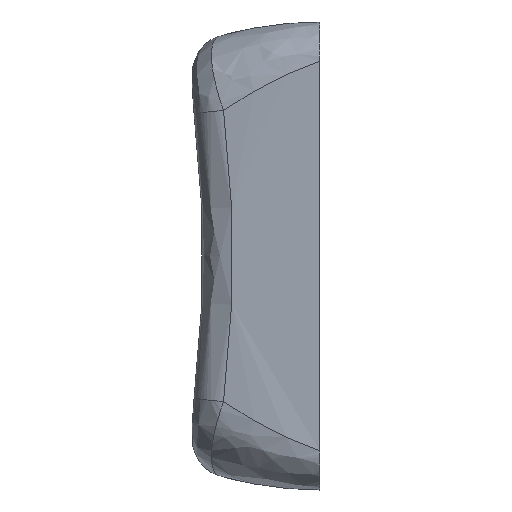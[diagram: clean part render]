
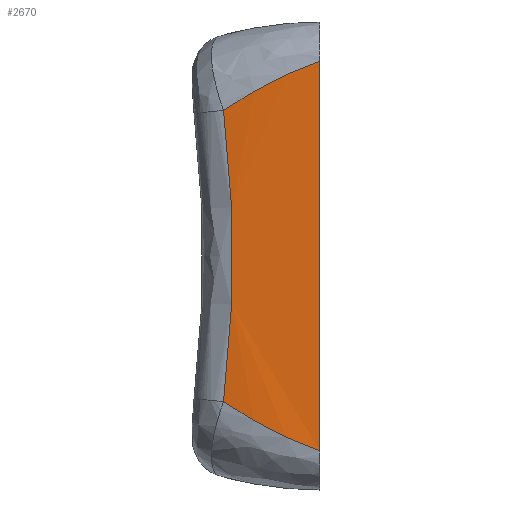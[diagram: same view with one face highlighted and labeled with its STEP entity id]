
A CAD part, left-side view. The second image highlights one B-rep face of the part: STEP entity #2670.
In plain terms, the highlighted free-form (B-spline) face has degree [1, 2] with [2, 3] control points.
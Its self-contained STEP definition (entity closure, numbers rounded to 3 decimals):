
#30=(
BOUNDED_SURFACE()
B_SPLINE_SURFACE(1,2,((#5812,#5813,#5814),(#5815,#5816,#5817)),
 .UNSPECIFIED.,.F.,.F.,.F.)
B_SPLINE_SURFACE_WITH_KNOTS((2,2),(3,3),(-0.33,0.33),
(-1.735,-1.571),.UNSPECIFIED.)
GEOMETRIC_REPRESENTATION_ITEM()
RATIONAL_B_SPLINE_SURFACE(((1.,0.997,1.),(1.,0.997,
1.)))
REPRESENTATION_ITEM('')
SURFACE()
);
#86=B_SPLINE_CURVE_WITH_KNOTS('',3,(#3901,#3902,#3903,#3904),
 .UNSPECIFIED.,.F.,.F.,(4,4),(-1.116,0.),.UNSPECIFIED.);
#164=B_SPLINE_CURVE_WITH_KNOTS('',3,(#5797,#5798,#5799,#5800),
 .UNSPECIFIED.,.F.,.F.,(4,4),(0.162,0.418),
 .UNSPECIFIED.);
#166=B_SPLINE_CURVE_WITH_KNOTS('',3,(#5808,#5809,#5810,#5811),
 .UNSPECIFIED.,.F.,.F.,(4,4),(0.033,0.162),
 .UNSPECIFIED.);
#167=B_SPLINE_CURVE_WITH_KNOTS('',3,(#5820,#5821,#5822,#5823),
 .UNSPECIFIED.,.F.,.F.,(4,4),(0.,0.256),.UNSPECIFIED.);
#168=B_SPLINE_CURVE_WITH_KNOTS('',3,(#5825,#5826,#5827,#5828),
 .UNSPECIFIED.,.F.,.F.,(4,4),(0.256,0.385),
 .UNSPECIFIED.);
#367=FACE_OUTER_BOUND('',#520,.T.);
#520=EDGE_LOOP('',(#2358,#2359,#2360,#2361,#2362,#2363));
#769=LINE('',#5824,#1011);
#1011=VECTOR('',#3322,9.19);
#1158=VERTEX_POINT('',#3852);
#1163=VERTEX_POINT('',#3899);
#1246=VERTEX_POINT('',#5795);
#1247=VERTEX_POINT('',#5796);
#1248=VERTEX_POINT('',#5818);
#1249=VERTEX_POINT('',#5819);
#1493=EDGE_CURVE('',#1163,#1158,#86,.T.);
#1627=EDGE_CURVE('',#1246,#1247,#164,.T.);
#1629=EDGE_CURVE('',#1158,#1246,#166,.T.);
#1630=EDGE_CURVE('',#1248,#1249,#167,.T.);
#1631=EDGE_CURVE('',#1247,#1248,#769,.T.);
#1632=EDGE_CURVE('',#1249,#1163,#168,.T.);
#2358=ORIENTED_EDGE('',*,*,#1630,.F.);
#2359=ORIENTED_EDGE('',*,*,#1631,.F.);
#2360=ORIENTED_EDGE('',*,*,#1627,.F.);
#2361=ORIENTED_EDGE('',*,*,#1629,.F.);
#2362=ORIENTED_EDGE('',*,*,#1493,.F.);
#2363=ORIENTED_EDGE('',*,*,#1632,.F.);
#2670=ADVANCED_FACE('',(#367),#30,.F.);
#3322=DIRECTION('',(0.,0.,-1.));
#3852=CARTESIAN_POINT('',(-82.355,6.882,-181.492));
#3899=CARTESIAN_POINT('',(-82.355,6.882,-191.731));
#3901=CARTESIAN_POINT('Ctrl Pts',(-82.355,6.882,-191.731));
#3902=CARTESIAN_POINT('Ctrl Pts',(-82.423,6.456,-188.332));
#3903=CARTESIAN_POINT('Ctrl Pts',(-82.423,6.456,-184.891));
#3904=CARTESIAN_POINT('Ctrl Pts',(-82.355,6.882,-181.492));
#5795=CARTESIAN_POINT('',(-82.501,5.8,-180.817));
#5796=CARTESIAN_POINT('',(-82.625,3.5,-179.765));
#5797=CARTESIAN_POINT('Ctrl Pts',(-82.5,5.8,-180.817));
#5798=CARTESIAN_POINT('Ctrl Pts',(-82.58,5.065,-180.401));
#5799=CARTESIAN_POINT('Ctrl Pts',(-82.626,4.292,-180.046));
#5800=CARTESIAN_POINT('Ctrl Pts',(-82.625,3.5,-179.765));
#5808=CARTESIAN_POINT('Ctrl Pts',(-82.355,6.882,-181.492));
#5809=CARTESIAN_POINT('Ctrl Pts',(-82.411,6.533,-181.252));
#5810=CARTESIAN_POINT('Ctrl Pts',(-82.46,6.171,-181.027));
#5811=CARTESIAN_POINT('Ctrl Pts',(-82.5,5.8,-180.817));
#5812=CARTESIAN_POINT('Ctrl Pts',(-82.355,6.882,-193.458));
#5813=CARTESIAN_POINT('Ctrl Pts',(-82.625,5.202,-193.458));
#5814=CARTESIAN_POINT('Ctrl Pts',(-82.625,3.5,-193.458));
#5815=CARTESIAN_POINT('Ctrl Pts',(-82.355,6.882,-179.765));
#5816=CARTESIAN_POINT('Ctrl Pts',(-82.625,5.202,-179.765));
#5817=CARTESIAN_POINT('Ctrl Pts',(-82.625,3.5,-179.765));
#5818=CARTESIAN_POINT('',(-82.625,3.5,-193.458));
#5819=CARTESIAN_POINT('',(-82.501,5.8,-192.406));
#5820=CARTESIAN_POINT('Ctrl Pts',(-82.625,3.5,-193.458));
#5821=CARTESIAN_POINT('Ctrl Pts',(-82.626,4.291,-193.177));
#5822=CARTESIAN_POINT('Ctrl Pts',(-82.58,5.065,-192.822));
#5823=CARTESIAN_POINT('Ctrl Pts',(-82.5,5.8,-192.406));
#5824=CARTESIAN_POINT('',(-82.625,3.5,-186.611));
#5825=CARTESIAN_POINT('Ctrl Pts',(-82.5,5.8,-192.406));
#5826=CARTESIAN_POINT('Ctrl Pts',(-82.46,6.171,-192.196));
#5827=CARTESIAN_POINT('Ctrl Pts',(-82.411,6.533,-191.971));
#5828=CARTESIAN_POINT('Ctrl Pts',(-82.355,6.882,-191.731));
